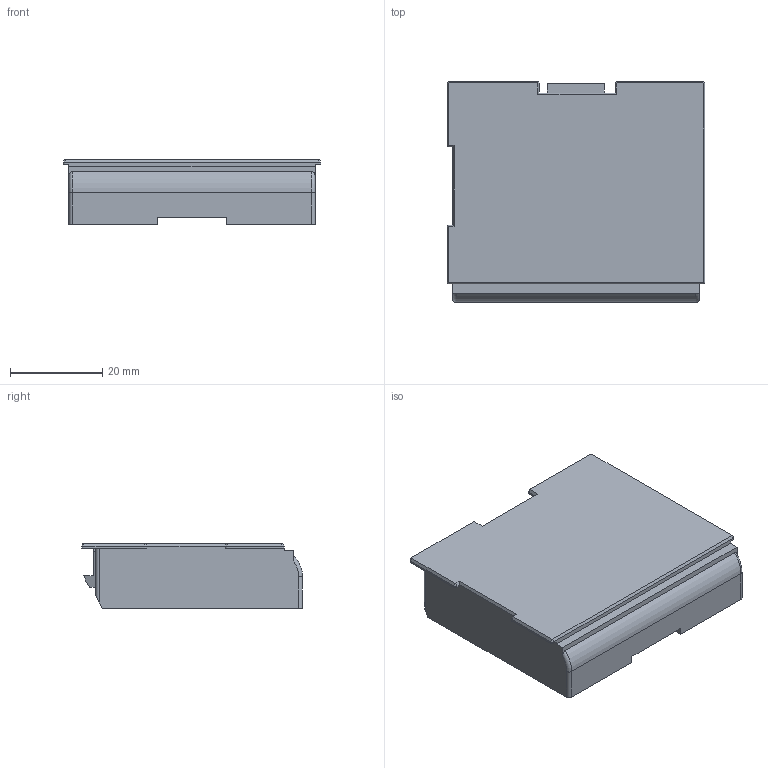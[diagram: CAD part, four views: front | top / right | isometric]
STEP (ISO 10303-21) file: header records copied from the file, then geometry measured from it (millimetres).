
FILE_DESCRIPTION(/* description */ (''),/* implementation_level */ '2;1');
FILE_NAME(/* name */ 'ti59_fullcustom v27.step',/* time_stamp */ '2024-03-06T09:15:30+11:00',/* author */ (''),/* organization */ (''),/* preprocessor_version */ 'ST-DEVELOPER v20',/* originating_system */ 'Autodesk Translation Framework v12.20.1.177',/* authorisation */ '');
FILE_SCHEMA (('AUTOMOTIVE_DESIGN { 1 0 10303 214 3 1 1 }'));
Length unit declared in the file: millimetre
Products named in the file (1): ti59_fullcustom
Bounding box: 56 x 48 x 14.1 mm (x, y, z)
Volume: 7576.6 mm3; surface area: 10732.7 mm2
Topology: 1 solids, 1 shells, 194 faces, 541 edges, 352 vertices
Faces by surface type: plane 139, cylinder 33, bspline 12, cone 8, torus 2
Entity records: 6244 total; most frequent: CARTESIAN_POINT 1190, ORIENTED_EDGE 1082, DIRECTION 1005, EDGE_CURVE 541, LINE 439, VECTOR 439, VERTEX_POINT 352, AXIS2_PLACEMENT_3D 283
